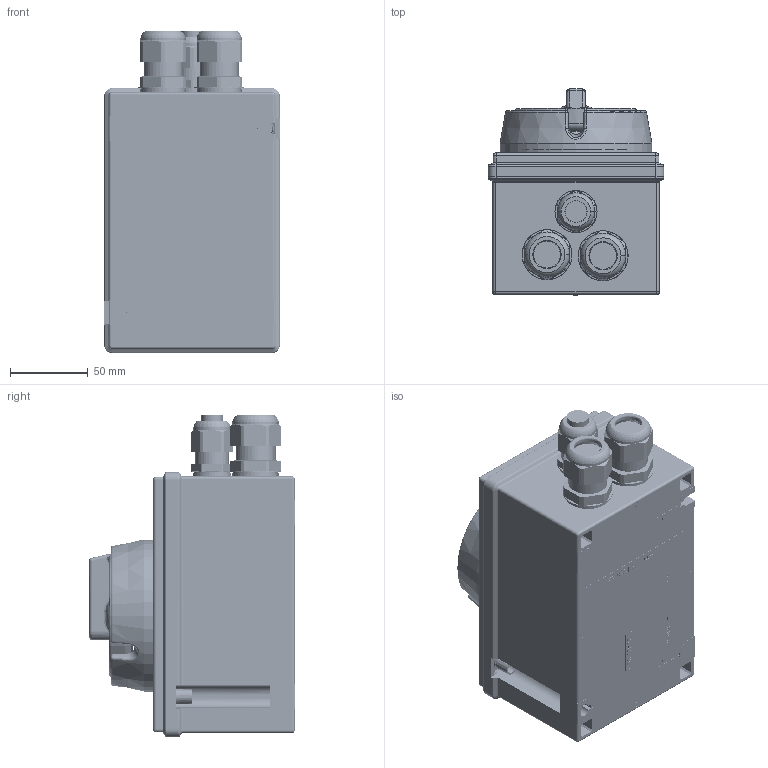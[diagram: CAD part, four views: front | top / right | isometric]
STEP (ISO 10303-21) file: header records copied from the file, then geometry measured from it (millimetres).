
FILE_DESCRIPTION (( 'STEP AP203' ), '1' );
FILE_NAME ('8537_2-702-7___-ap203.STEP', '2013-06-26T05:59:52', ( 'Admin' ), ( 'R. STAHL AG' ), 'SwSTEP 2.0', 'SolidWorks 2013', '' );
FILE_SCHEMA (( 'CONFIG_CONTROL_DESIGN' ));
Length unit declared in the file: millimetre
Products named in the file (39): 81_610_78_01_0_Dichtung; 509_642_0; 85_378_03_16_0_85_378_04_16_0; 85_370_01_16_0_Giessharz; 81_610_78_01_0_Reduzierdichtung; 85_319_03_16_0_85_319_05_16_0 sw ohne Aussp; 81_610_77_01_0_Stutzen; 85_370_01_16_0_85_370_24_16_0 sw ohne Aussp; 81_610_78_01_0_Hutmutter; 86_049_01_14_0_Dichtung; 81_610_77_01_0_Dichtung; 81_469_51_04_0; 85_379_07_78_0; 80_409_01_50_0; Anschlussgewindedichtung_M25; 86_049_01_14_0; 81_610_77_01_0_Hutmutter; 81_469_14_05_0; 85_379_03_52_0; Staubschutzkappe_M25; Anschlussgewindedichtung_M20; 81_460_01_05_0_Dichtung; 82_719_01_55_0; 85_319_01_78_2; 81_610_78_01_0; 81_619_01_59_0_81_619_03_59_0; 81_460_01_05_0; 506_671_0; 515_640_0; 8537_2-702-7___-ap203; 81_610_30_37_0; 506_215_0; 504_657_0; 81_610_78_01_0_Stutzen; 509_642_0_1_montiert; 502_053_0; 86_049_01_85_0
Assembly tree (50 placements, depth 5):
  8537_2-702-7___-ap203
    81_469_51_04_0
    81_460_01_05_0
      81_469_14_05_0
      81_460_01_05_0_Dichtung
    509_642_0  x4
      509_642_0
      509_642_0_1_montiert
    85_378_03_16_0_85_378_04_16_0
      85_370_01_16_0_85_370_24_16_0 sw ohne Aussp
        85_319_03_16_0_85_319_05_16_0 sw ohne Aussp
        86_049_01_14_0
          86_049_01_14_0_Dichtung
          86_049_01_14_0
          80_409_01_50_0  x3
        85_319_01_78_2
        515_640_0
        504_657_0
        86_049_01_85_0
        85_370_01_16_0_Giessharz
      85_379_07_78_0
      85_379_03_52_0
      82_719_01_55_0
      506_671_0  x3
      506_215_0  x3
      502_053_0  x3
    81_610_30_37_0
      81_610_77_01_0_Stutzen
      81_610_77_01_0_Dichtung
      81_610_77_01_0_Hutmutter
      Anschlussgewindedichtung_M20
      81_619_01_59_0_81_619_03_59_0
    81_610_78_01_0  x2
      81_610_78_01_0_Stutzen
      81_610_78_01_0_Dichtung
      81_610_78_01_0_Reduzierdichtung
      81_610_78_01_0_Hutmutter
      Anschlussgewindedichtung_M25
      Staubschutzkappe_M25
Bounding box: 112.5 x 132 x 206.77 mm (x, y, z)
Volume: 507733.4 mm3; surface area: 327729.4 mm2
Topology: 51 solids, 51 shells, 5968 faces, 15486 edges, 9916 vertices
Faces by surface type: plane 2893, bspline 1040, cylinder 1026, cone 655, torus 314, sphere 40
Entity records: 201632 total; most frequent: CARTESIAN_POINT 81515, ORIENTED_EDGE 25762, DIRECTION 21174, EDGE_CURVE 12881, VERTEX_POINT 8284, VECTOR 7280, LINE 7280, AXIS2_PLACEMENT_3D 6947
